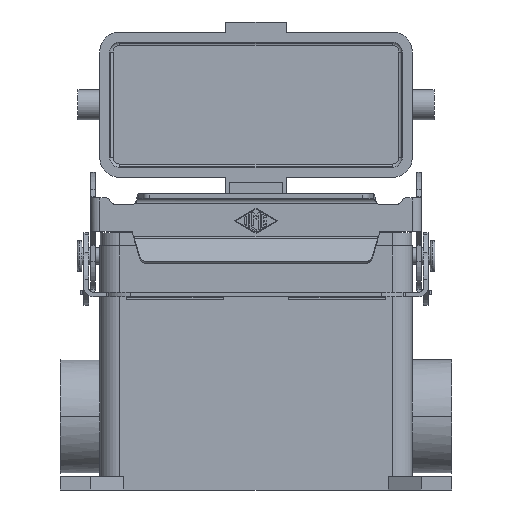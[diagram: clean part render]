
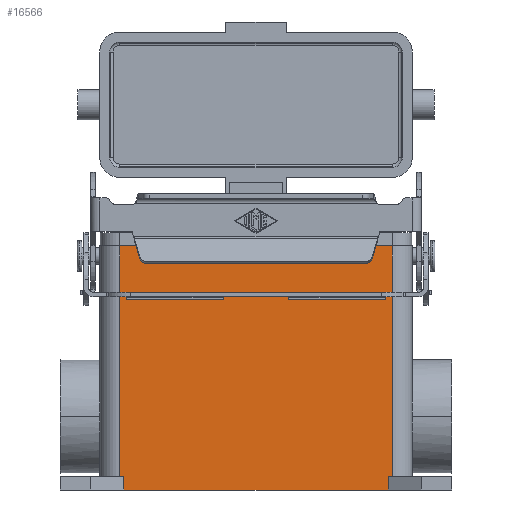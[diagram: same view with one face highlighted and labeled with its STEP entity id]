
A CAD part, front view. The second image highlights one B-rep face of the part: STEP entity #16566.
In plain terms, the highlighted planar face has unit normal (0, -1, 0).
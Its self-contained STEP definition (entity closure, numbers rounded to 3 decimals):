
#16327=CARTESIAN_POINT('',(39.5,-22.25,-70.0));
#16328=VERTEX_POINT('',#16327);
#16335=CARTESIAN_POINT('',(-39.5,-22.25,-70.0));
#16336=VERTEX_POINT('',#16335);
#16337=CARTESIAN_POINT('',(39.5,-22.25,-70.0));
#16338=DIRECTION('',(-1.0,0.0,0.0));
#16339=VECTOR('',#16338,79.0);
#16340=LINE('',#16337,#16339);
#16341=EDGE_CURVE('',#16328,#16336,#16340,.T.);
#16492=CARTESIAN_POINT('',(-39.5,-22.25,-66.0));
#16493=VERTEX_POINT('',#16492);
#16502=CARTESIAN_POINT('',(-39.5,-22.25,-70.0));
#16503=DIRECTION('',(0.0,0.0,1.0));
#16504=VECTOR('',#16503,4.0);
#16505=LINE('',#16502,#16504);
#16506=EDGE_CURVE('',#16336,#16493,#16505,.T.);
#16511=CARTESIAN_POINT('',(39.5,-22.25,-70.0));
#16512=DIRECTION('',(0.0,-1.0,0.0));
#16513=DIRECTION('',(0.0,0.0,-1.0));
#16514=AXIS2_PLACEMENT_3D('',#16511,#16512,#16513);
#16515=PLANE('',#16514);
#16516=ORIENTED_EDGE('',*,*,#16506,.F.);
#16517=ORIENTED_EDGE('',*,*,#16341,.F.);
#16518=CARTESIAN_POINT('',(39.5,-22.25,-66.0));
#16519=VERTEX_POINT('',#16518);
#16520=CARTESIAN_POINT('',(39.5,-22.25,-70.0));
#16521=DIRECTION('',(0.0,0.0,1.0));
#16522=VECTOR('',#16521,4.0);
#16523=LINE('',#16520,#16522);
#16524=EDGE_CURVE('',#16328,#16519,#16523,.T.);
#16525=ORIENTED_EDGE('',*,*,#16524,.T.);
#16526=CARTESIAN_POINT('',(40.75,-22.25,-66.0));
#16527=VERTEX_POINT('',#16526);
#16528=CARTESIAN_POINT('',(40.75,-22.25,-66.0));
#16529=DIRECTION('',(-1.0,0.0,0.0));
#16530=VECTOR('',#16529,1.25);
#16531=LINE('',#16528,#16530);
#16532=EDGE_CURVE('',#16527,#16519,#16531,.T.);
#16533=ORIENTED_EDGE('',*,*,#16532,.F.);
#16534=CARTESIAN_POINT('',(40.75,-22.25,3.));
#16535=VERTEX_POINT('',#16534);
#16536=CARTESIAN_POINT('',(40.75,-22.25,-66.0));
#16537=DIRECTION('',(0.0,0.0,1.0));
#16538=VECTOR('',#16537,69.0);
#16539=LINE('',#16536,#16538);
#16540=EDGE_CURVE('',#16527,#16535,#16539,.T.);
#16541=ORIENTED_EDGE('',*,*,#16540,.T.);
#16542=CARTESIAN_POINT('',(-40.75,-22.25,3.));
#16543=VERTEX_POINT('',#16542);
#16544=CARTESIAN_POINT('',(40.75,-22.25,3.));
#16545=DIRECTION('',(-1.0,0.0,0.0));
#16546=VECTOR('',#16545,81.5);
#16547=LINE('',#16544,#16546);
#16548=EDGE_CURVE('',#16535,#16543,#16547,.T.);
#16549=ORIENTED_EDGE('',*,*,#16548,.T.);
#16550=CARTESIAN_POINT('',(-40.75,-22.25,-66.0));
#16551=VERTEX_POINT('',#16550);
#16552=CARTESIAN_POINT('',(-40.75,-22.25,-66.0));
#16553=DIRECTION('',(0.0,0.0,1.0));
#16554=VECTOR('',#16553,69.0);
#16555=LINE('',#16552,#16554);
#16556=EDGE_CURVE('',#16551,#16543,#16555,.T.);
#16557=ORIENTED_EDGE('',*,*,#16556,.F.);
#16558=CARTESIAN_POINT('',(-39.5,-22.25,-66.0));
#16559=DIRECTION('',(-1.0,0.0,0.0));
#16560=VECTOR('',#16559,1.25);
#16561=LINE('',#16558,#16560);
#16562=EDGE_CURVE('',#16493,#16551,#16561,.T.);
#16563=ORIENTED_EDGE('',*,*,#16562,.F.);
#16564=EDGE_LOOP('',(#16516,#16517,#16525,#16533,#16541,#16549,#16557,#16563));
#16565=FACE_OUTER_BOUND('',#16564,.T.);
#16566=ADVANCED_FACE('',(#16565),#16515,.T.);
